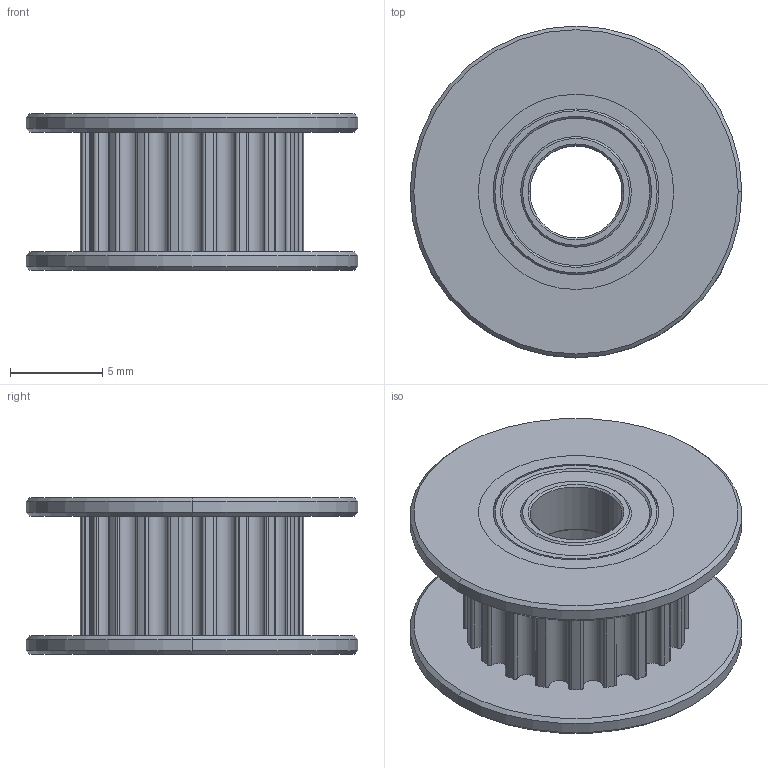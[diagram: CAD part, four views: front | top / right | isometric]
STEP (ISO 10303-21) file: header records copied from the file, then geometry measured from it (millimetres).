
FILE_DESCRIPTION (( 'STEP AP214' ), '1' );
FILE_NAME ('GT2_20T_kladka_dz.STEP', '2021-01-03T20:54:34', ( 'Dzino' ), ( '' ), 'SwSTEP 2.0', 'SolidWorks 2018', '' );
FILE_SCHEMA (( 'AUTOMOTIVE_DESIGN' ));
Length unit declared in the file: millimetre
Products named in the file (1): GT2_20T_kladka_dz
Bounding box: 18 x 18 x 8.5 mm (x, y, z)
Volume: 916.1 mm3; surface area: 2948.1 mm2
Topology: 10 solids, 10 shells, 209 faces, 521 edges, 334 vertices
Faces by surface type: cylinder 147, cone 40, plane 22
Entity records: 6524 total; most frequent: DIRECTION 1275, CARTESIAN_POINT 1065, ORIENTED_EDGE 1042, AXIS2_PLACEMENT_3D 544, EDGE_CURVE 521, CIRCLE 334, VERTEX_POINT 334, EDGE_LOOP 231
